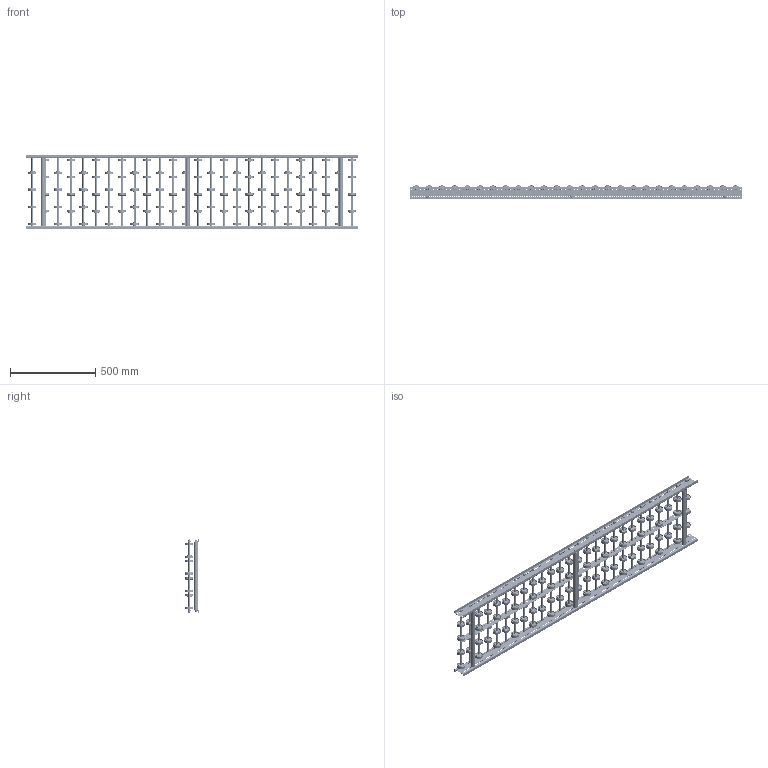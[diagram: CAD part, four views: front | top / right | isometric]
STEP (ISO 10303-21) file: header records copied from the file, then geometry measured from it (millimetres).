
FILE_DESCRIPTION (( 'STEP AP214' ), '1' );
FILE_NAME ('0052317.step', '2021-10-26T13:15:45', ( '' ), ( '' ), 'SwSTEP 2.0', 'SolidWorks 2020', '' );
FILE_SCHEMA (( 'AUTOMOTIVE_DESIGN' ));
Length unit declared in the file: millimetre
Products named in the file (10): S100994_Sperrzahnschraube_M08x16-8.8-A2K; 0011532_2300-48-8; S100100_Längstraverse-42x2,5_S100149_L„ngstraverse-RB-L1899; S106837_Gewindestange-M8-KFG_L420; 0046278_KB-ROHR-12X1,75mm_KFG_L75,5; Traversen_KFG_L400; 0052317; Hutmutter_DIN_1587_M8; Röllchenachse-für-Konfiguration_EL400; Profil_LRB-20x70x20x2_KFG_S100214_U-PROFIL-20-70-20-2-LRB-L=1950
Assembly tree (99 placements, depth 3):
  0052317
    Profil_LRB-20x70x20x2_KFG_S100214_U-PROFIL-20-70-20-2-LRB-L=1950  x2
    S100994_Sperrzahnschraube_M08x16-8.8-A2K  x6
    Traversen_KFG_L400  x3
    Röllchenachse-für-Konfiguration_EL400  x26
      S106837_Gewindestange-M8-KFG_L420
      0011532_2300-48-8
      0046278_KB-ROHR-12X1,75mm_KFG_L75,5
    S100100_Längstraverse-42x2,5_S100149_L„ngstraverse-RB-L1899
    Hutmutter_DIN_1587_M8  x52
Bounding box: 1950 x 79 x 440 mm (x, y, z)
Volume: 4041185.7 mm3; surface area: 3011603.5 mm2
Topology: 304 solids, 304 shells, 11260 faces, 24336 edges, 14540 vertices
Faces by surface type: cylinder 4020, torus 3352, plane 1988, cone 1848, bspline 52
Entity records: 35926 total; most frequent: DIRECTION 6631, CARTESIAN_POINT 6073, ORIENTED_EDGE 5520, AXIS2_PLACEMENT_3D 2864, EDGE_CURVE 2760, VERTEX_POINT 1810, EDGE_LOOP 1780, CIRCLE 1777
